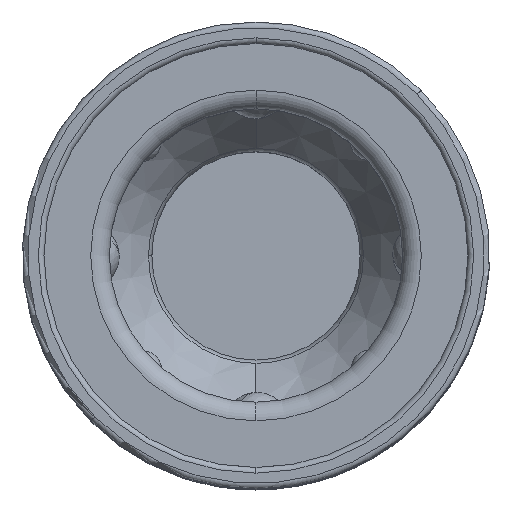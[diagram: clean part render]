
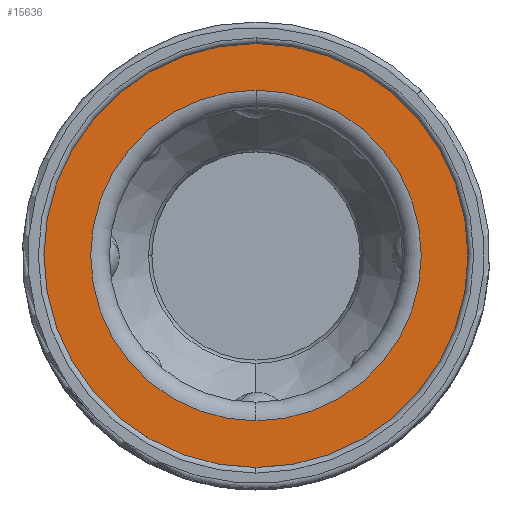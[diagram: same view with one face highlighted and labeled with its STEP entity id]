
A CAD part, top view. The second image highlights one B-rep face of the part: STEP entity #15636.
In plain terms, the highlighted planar face has unit normal (0, 0, 1).
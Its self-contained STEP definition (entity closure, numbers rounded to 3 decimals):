
#898 = ORIENTED_EDGE ( 'NONE', *, *, #22655, .T. ) ;
#1118 = DIRECTION ( 'NONE',  ( 0., 0., 1. ) ) ;
#1143 = VERTEX_POINT ( 'NONE', #10275 ) ;
#2448 = CARTESIAN_POINT ( 'NONE',  ( 55.073, 0., 45.15 ) ) ;
#2668 = DIRECTION ( 'NONE',  ( 0., -1., 0. ) ) ;
#3390 = VERTEX_POINT ( 'NONE', #10985 ) ;
#3826 = CIRCLE ( 'NONE', #5657, 11.35 ) ;
#5657 = AXIS2_PLACEMENT_3D ( 'NONE', #2448, #19954, #12463 ) ;
#8170 = EDGE_LOOP ( 'NONE', ( #8175, #10937 ) ) ;
#8175 = ORIENTED_EDGE ( 'NONE', *, *, #21149, .F. ) ;
#9364 = DIRECTION ( 'NONE',  ( 0., 0., -1. ) ) ;
#9865 = FACE_BOUND ( 'NONE', #20675, .T. ) ;
#10275 = CARTESIAN_POINT ( 'NONE',  ( 55.073, 11.35, 45.15 ) ) ;
#10822 = AXIS2_PLACEMENT_3D ( 'NONE', #14889, #9364, #18558 ) ;
#10884 = CARTESIAN_POINT ( 'NONE',  ( 55.073, -8.85, 45.15 ) ) ;
#10937 = ORIENTED_EDGE ( 'NONE', *, *, #22780, .F. ) ;
#10985 = CARTESIAN_POINT ( 'NONE',  ( 55.073, -11.35, 45.15 ) ) ;
#11698 = CARTESIAN_POINT ( 'NONE',  ( 55.073, 0., 45.15 ) ) ;
#11792 = VERTEX_POINT ( 'NONE', #22745 ) ;
#12463 = DIRECTION ( 'NONE',  ( 1., 0., 0. ) ) ;
#12829 = DIRECTION ( 'NONE',  ( 0., 0., -1. ) ) ;
#14227 = CIRCLE ( 'NONE', #22003, 11.35 ) ;
#14856 = CARTESIAN_POINT ( 'NONE',  ( 55.073, 0., 45.15 ) ) ;
#14889 = CARTESIAN_POINT ( 'NONE',  ( 55.073, 0., 45.15 ) ) ;
#14937 = PLANE ( 'NONE',  #19525 ) ;
#15271 = ORIENTED_EDGE ( 'NONE', *, *, #22483, .T. ) ;
#15280 = FACE_OUTER_BOUND ( 'NONE', #8170, .T. ) ;
#15636 = ADVANCED_FACE ( 'NONE', ( #9865, #15280 ), #14937, .T. ) ;
#16400 = CARTESIAN_POINT ( 'NONE',  ( 55.073, 0., 45.15 ) ) ;
#16515 = DIRECTION ( 'NONE',  ( 1., 0., 0. ) ) ;
#16683 = AXIS2_PLACEMENT_3D ( 'NONE', #14856, #18186, #2668 ) ;
#17227 = DIRECTION ( 'NONE',  ( 0., -1., 0. ) ) ;
#17486 = VERTEX_POINT ( 'NONE', #10884 ) ;
#18186 = DIRECTION ( 'NONE',  ( 0., 0., -1. ) ) ;
#18558 = DIRECTION ( 'NONE',  ( 0., -1., 0. ) ) ;
#19246 = CIRCLE ( 'NONE', #10822, 8.85 ) ;
#19525 = AXIS2_PLACEMENT_3D ( 'NONE', #11698, #1118, #17227 ) ;
#19954 = DIRECTION ( 'NONE',  ( 0., 0., -1. ) ) ;
#20374 = CIRCLE ( 'NONE', #16683, 8.85 ) ;
#20675 = EDGE_LOOP ( 'NONE', ( #898, #15271 ) ) ;
#21149 = EDGE_CURVE ( 'NONE', #1143, #3390, #14227, .T. ) ;
#22003 = AXIS2_PLACEMENT_3D ( 'NONE', #16400, #12829, #16515 ) ;
#22483 = EDGE_CURVE ( 'NONE', #11792, #17486, #19246, .T. ) ;
#22655 = EDGE_CURVE ( 'NONE', #17486, #11792, #20374, .T. ) ;
#22745 = CARTESIAN_POINT ( 'NONE',  ( 55.073, 8.85, 45.15 ) ) ;
#22780 = EDGE_CURVE ( 'NONE', #3390, #1143, #3826, .T. ) ;
